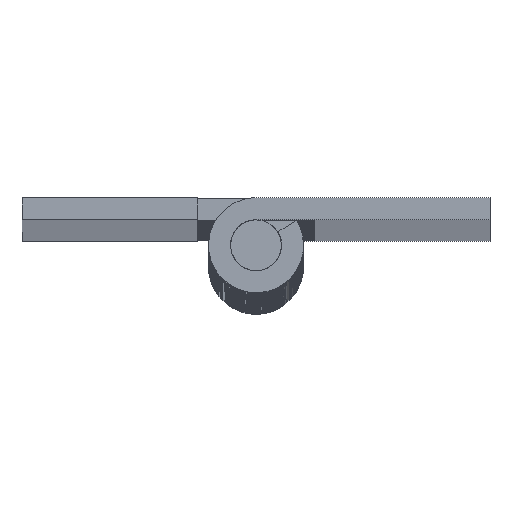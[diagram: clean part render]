
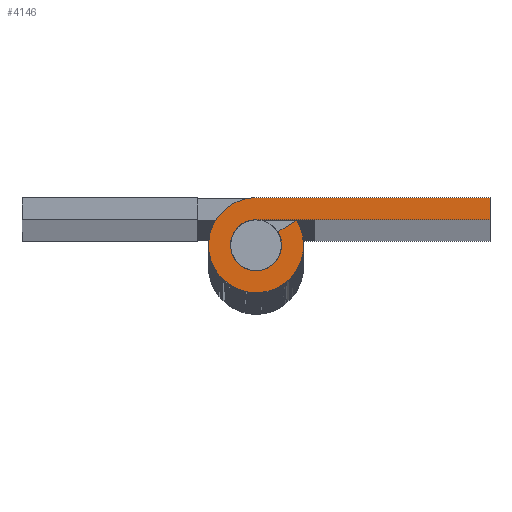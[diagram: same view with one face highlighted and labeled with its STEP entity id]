
A CAD part, top view. The second image highlights one B-rep face of the part: STEP entity #4146.
In plain terms, the highlighted free-form (B-spline) face has degree [1, 1] with [2, 2] control points.
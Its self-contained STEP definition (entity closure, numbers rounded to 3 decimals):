
#4069=CARTESIAN_POINT('',(-4.164,-3.574,850.));
#4070=CARTESIAN_POINT('',(16.959,-3.574,850.));
#4071=CARTESIAN_POINT('',(-4.164,3.575,850.));
#4072=CARTESIAN_POINT('',(16.959,3.575,850.));
#4073=B_SPLINE_SURFACE_WITH_KNOTS('',1,1,((#4069,#4071),(#4070,#4072)),.UNSPECIFIED.,.F.,.F.,.U.,(2,2),(2,2),(0.0,21.123),(0.0,7.149),.UNSPECIFIED.);
#4074=CARTESIAN_POINT('',(0.,3.25,850.));
#4075=VERTEX_POINT('',#4074);
#4076=CARTESIAN_POINT('',(16.0,3.25,850.));
#4077=VERTEX_POINT('',#4076);
#4078=CARTESIAN_POINT('',(0.,3.25,850.));
#4079=CARTESIAN_POINT('',(16.0,3.25,850.));
#4080=QUASI_UNIFORM_CURVE('',1,(#4078,#4079),.UNSPECIFIED.,.F.,.U.);
#4081=EDGE_CURVE('',#4075,#4077,#4080,.T.);
#4082=ORIENTED_EDGE('',*,*,#4081,.F.);
#4083=CARTESIAN_POINT('',(2.77,1.7,850.));
#4084=VERTEX_POINT('',#4083);
#4085=CARTESIAN_POINT('',(2.77,1.7,850.));
#4086=CARTESIAN_POINT('',(4.083,-0.44,850.));
#4087=CARTESIAN_POINT('',(2.344,-2.251,850.));
#4088=CARTESIAN_POINT('',(0.604,-4.062,850.));
#4089=CARTESIAN_POINT('',(-1.587,-2.836,850.));
#4090=CARTESIAN_POINT('',(-3.778,-1.61,850.));
#4091=CARTESIAN_POINT('',(-3.145,0.82,850.));
#4092=CARTESIAN_POINT('',(-2.511,3.25,850.));
#4093=CARTESIAN_POINT('',(0.0,3.25,850.));
#4101=(BOUNDED_CURVE()B_SPLINE_CURVE(2,(#4085,#4086,#4087,#4088,#4089,#4090,#4091,#4092,#4093),.UNSPECIFIED.,.F.,.U.)B_SPLINE_CURVE_WITH_KNOTS((3,2,2,2,3),(0.0,0.25,0.5,0.75,1.0),.UNSPECIFIED.)CURVE()GEOMETRIC_REPRESENTATION_ITEM()RATIONAL_B_SPLINE_CURVE((1.0,0.791,1.0,0.791,1.0,0.791,1.0,0.791,1.0))REPRESENTATION_ITEM(''));
#4102=EDGE_CURVE('',#4084,#4075,#4101,.T.);
#4103=ORIENTED_EDGE('',*,*,#4102,.F.);
#4104=CARTESIAN_POINT('',(1.491,0.915,850.));
#4105=VERTEX_POINT('',#4104);
#4106=CARTESIAN_POINT('',(1.491,0.915,850.));
#4107=CARTESIAN_POINT('',(2.77,1.7,850.));
#4108=QUASI_UNIFORM_CURVE('',1,(#4106,#4107),.UNSPECIFIED.,.F.,.U.);
#4109=EDGE_CURVE('',#4105,#4084,#4108,.T.);
#4110=ORIENTED_EDGE('',*,*,#4109,.F.);
#4111=CARTESIAN_POINT('',(0.0,1.75,850.));
#4112=VERTEX_POINT('',#4111);
#4113=CARTESIAN_POINT('',(1.491,0.915,850.));
#4114=CARTESIAN_POINT('',(2.199,-0.237,850.));
#4115=CARTESIAN_POINT('',(1.262,-1.212,850.));
#4116=CARTESIAN_POINT('',(0.325,-2.187,850.));
#4117=CARTESIAN_POINT('',(-0.855,-1.527,850.));
#4118=CARTESIAN_POINT('',(-2.035,-0.867,850.));
#4119=CARTESIAN_POINT('',(-1.693,0.442,850.));
#4120=CARTESIAN_POINT('',(-1.352,1.75,850.));
#4121=CARTESIAN_POINT('',(0.0,1.75,850.));
#4129=(BOUNDED_CURVE()B_SPLINE_CURVE(2,(#4113,#4114,#4115,#4116,#4117,#4118,#4119,#4120,#4121),.UNSPECIFIED.,.F.,.U.)B_SPLINE_CURVE_WITH_KNOTS((3,2,2,2,3),(0.0,0.25,0.5,0.75,1.0),.UNSPECIFIED.)CURVE()GEOMETRIC_REPRESENTATION_ITEM()RATIONAL_B_SPLINE_CURVE((1.0,0.791,1.0,0.791,1.0,0.791,1.0,0.791,1.0))REPRESENTATION_ITEM(''));
#4130=EDGE_CURVE('',#4105,#4112,#4129,.T.);
#4131=ORIENTED_EDGE('',*,*,#4130,.T.);
#4132=CARTESIAN_POINT('',(16.0,1.75,850.));
#4133=VERTEX_POINT('',#4132);
#4134=CARTESIAN_POINT('',(16.0,1.75,850.));
#4135=CARTESIAN_POINT('',(0.0,1.75,850.));
#4136=QUASI_UNIFORM_CURVE('',1,(#4134,#4135),.UNSPECIFIED.,.F.,.U.);
#4137=EDGE_CURVE('',#4133,#4112,#4136,.T.);
#4138=ORIENTED_EDGE('',*,*,#4137,.F.);
#4139=CARTESIAN_POINT('',(16.0,3.25,850.));
#4140=CARTESIAN_POINT('',(16.0,1.75,850.));
#4141=QUASI_UNIFORM_CURVE('',1,(#4139,#4140),.UNSPECIFIED.,.F.,.U.);
#4142=EDGE_CURVE('',#4077,#4133,#4141,.T.);
#4143=ORIENTED_EDGE('',*,*,#4142,.F.);
#4144=EDGE_LOOP('',(#4082,#4103,#4110,#4131,#4138,#4143));
#4145=FACE_OUTER_BOUND('',#4144,.T.);
#4146=ADVANCED_FACE('',(#4145),#4073,.T.);
